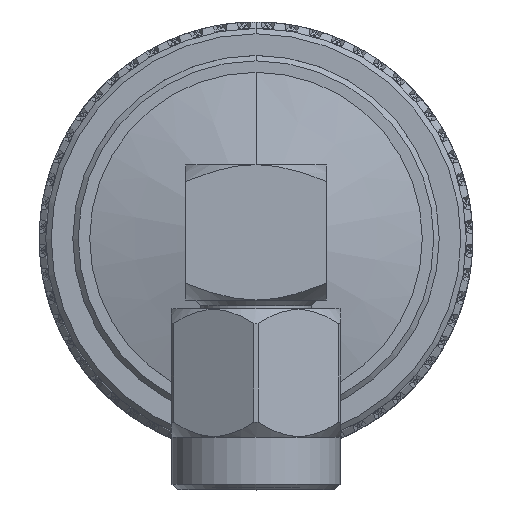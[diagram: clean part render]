
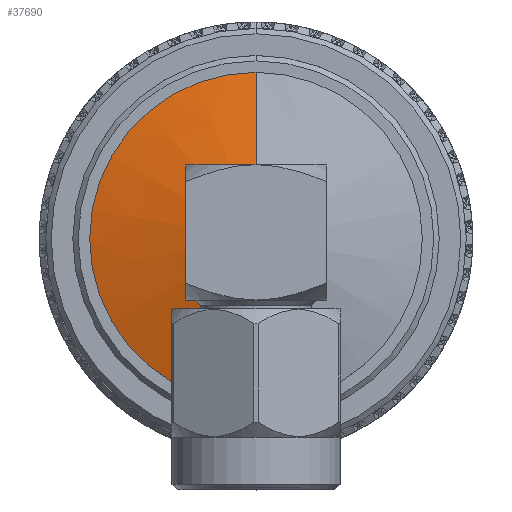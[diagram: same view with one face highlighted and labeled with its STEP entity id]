
A CAD part, top view. The second image highlights one B-rep face of the part: STEP entity #37690.
In plain terms, the highlighted conical face has half-angle 75 degrees and reference radius 1.524 mm.
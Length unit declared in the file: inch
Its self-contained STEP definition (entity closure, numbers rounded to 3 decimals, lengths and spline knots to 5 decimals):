
#2115 = CARTESIAN_POINT ( 'NONE',  ( 0.76801, -0.06741, 0. ) ) ;
#7966 = VECTOR ( 'NONE', #44817, 39.37008 ) ;
#10991 = DIRECTION ( 'NONE',  ( -1., 0., 0. ) ) ;
#11341 = DIRECTION ( 'NONE',  ( 0., -1., 0. ) ) ;
#12233 = CARTESIAN_POINT ( 'NONE',  ( 0.77, -0.06, 0. ) ) ;
#12886 = CIRCLE ( 'NONE', #96700, 0.30695 ) ;
#15673 = CARTESIAN_POINT ( 'NONE',  ( 0.70383, 0., 0. ) ) ;
#20264 = CARTESIAN_POINT ( 'NONE',  ( 0.70383, -0.30695, 0. ) ) ;
#21191 = AXIS2_PLACEMENT_3D ( 'NONE', #100400, #60227, #52955 ) ;
#28265 = VERTEX_POINT ( 'NONE', #20264 ) ;
#28302 = VERTEX_POINT ( 'NONE', #75336 ) ;
#37107 = FACE_OUTER_BOUND ( 'NONE', #45645, .T. ) ;
#37690 = ADVANCED_FACE ( 'NONE', ( #37107 ), #94085, .T. ) ;
#38058 = CARTESIAN_POINT ( 'NONE',  ( 0.70383, 0.30695, 0. ) ) ;
#42448 = EDGE_CURVE ( 'NONE', #28302, #73838, #50278, .T. ) ;
#43269 = CARTESIAN_POINT ( 'NONE',  ( 0.76801, 0., 0. ) ) ;
#44817 = DIRECTION ( 'NONE',  ( -0.259, -0.966, 0. ) ) ;
#45645 = EDGE_LOOP ( 'NONE', ( #78701, #95250, #85100, #63894 ) ) ;
#48207 = EDGE_CURVE ( 'NONE', #73838, #28265, #12886, .T. ) ;
#50278 = LINE ( 'NONE', #78050, #76339 ) ;
#51975 = EDGE_CURVE ( 'NONE', #85929, #28302, #63243, .T. ) ;
#52955 = DIRECTION ( 'NONE',  ( 0., -1., 0. ) ) ;
#55782 = DIRECTION ( 'NONE',  ( 1., 0., 0. ) ) ;
#60227 = DIRECTION ( 'NONE',  ( -1., 0., 0. ) ) ;
#63243 = CIRCLE ( 'NONE', #91061, 0.06741 ) ;
#63894 = ORIENTED_EDGE ( 'NONE', *, *, #70131, .F. ) ;
#69745 = DIRECTION ( 'NONE',  ( -0.259, 0.966, 0. ) ) ;
#70131 = EDGE_CURVE ( 'NONE', #85929, #28265, #71207, .T. ) ;
#71207 = LINE ( 'NONE', #12233, #7966 ) ;
#73838 = VERTEX_POINT ( 'NONE', #38058 ) ;
#75336 = CARTESIAN_POINT ( 'NONE',  ( 0.76801, 0.06741, 0. ) ) ;
#76339 = VECTOR ( 'NONE', #69745, 39.37008 ) ;
#78050 = CARTESIAN_POINT ( 'NONE',  ( 0.77, 0.06, 0. ) ) ;
#78701 = ORIENTED_EDGE ( 'NONE', *, *, #51975, .T. ) ;
#85100 = ORIENTED_EDGE ( 'NONE', *, *, #48207, .T. ) ;
#85929 = VERTEX_POINT ( 'NONE', #2115 ) ;
#87010 = DIRECTION ( 'NONE',  ( 0., 1., 0. ) ) ;
#91061 = AXIS2_PLACEMENT_3D ( 'NONE', #43269, #10991, #11341 ) ;
#94085 = CONICAL_SURFACE ( 'NONE', #21191, 0.06, 1.309 ) ;
#95250 = ORIENTED_EDGE ( 'NONE', *, *, #42448, .T. ) ;
#96700 = AXIS2_PLACEMENT_3D ( 'NONE', #15673, #55782, #87010 ) ;
#100400 = CARTESIAN_POINT ( 'NONE',  ( 0.77, 0., 0. ) ) ;
